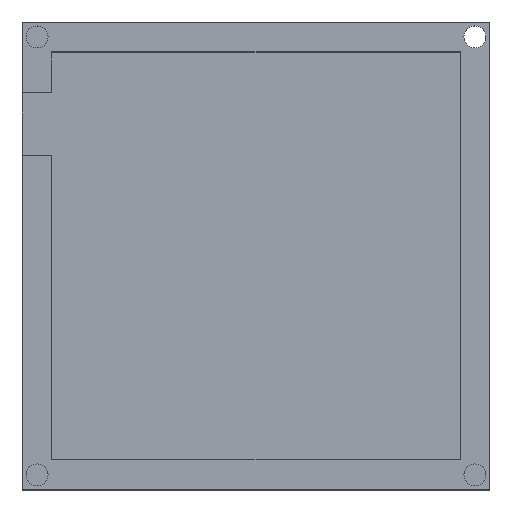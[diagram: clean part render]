
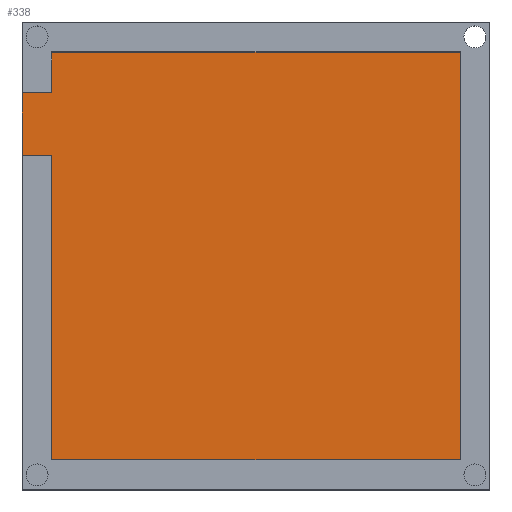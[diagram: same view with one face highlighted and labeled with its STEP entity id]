
A CAD part, top view. The second image highlights one B-rep face of the part: STEP entity #338.
In plain terms, the highlighted planar face has unit normal (0, 0, 1).
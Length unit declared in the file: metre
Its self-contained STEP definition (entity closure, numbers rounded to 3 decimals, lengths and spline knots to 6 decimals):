
#32=ORIENTED_EDGE('',*,*,#120,.F.);
#33=ORIENTED_EDGE('',*,*,#121,.F.);
#34=ORIENTED_EDGE('',*,*,#116,.F.);
#35=ORIENTED_EDGE('',*,*,#122,.T.);
#36=ORIENTED_EDGE('',*,*,#123,.F.);
#37=ORIENTED_EDGE('',*,*,#124,.F.);
#38=ORIENTED_EDGE('',*,*,#125,.T.);
#39=ORIENTED_EDGE('',*,*,#126,.T.);
#116=EDGE_CURVE('',#160,#161,#192,.T.);
#120=EDGE_CURVE('',#164,#165,#196,.T.);
#121=EDGE_CURVE('',#161,#164,#197,.T.);
#122=EDGE_CURVE('',#160,#166,#198,.T.);
#123=EDGE_CURVE('',#167,#166,#199,.T.);
#124=EDGE_CURVE('',#168,#167,#200,.T.);
#125=EDGE_CURVE('',#168,#169,#201,.T.);
#126=EDGE_CURVE('',#169,#165,#202,.T.);
#160=VERTEX_POINT('',#506);
#161=VERTEX_POINT('',#508);
#164=VERTEX_POINT('',#516);
#165=VERTEX_POINT('',#517);
#166=VERTEX_POINT('',#520);
#167=VERTEX_POINT('',#522);
#168=VERTEX_POINT('',#524);
#169=VERTEX_POINT('',#526);
#192=LINE('',#507,#228);
#196=LINE('',#515,#232);
#197=LINE('',#518,#233);
#198=LINE('',#519,#234);
#199=LINE('',#521,#235);
#200=LINE('',#523,#236);
#201=LINE('',#525,#237);
#202=LINE('',#527,#238);
#228=VECTOR('',#408,1.);
#232=VECTOR('',#414,1.);
#233=VECTOR('',#415,1.);
#234=VECTOR('',#416,1.);
#235=VECTOR('',#417,1.);
#236=VECTOR('',#418,1.);
#237=VECTOR('',#419,1.);
#238=VECTOR('',#420,1.);
#261=EDGE_LOOP('',(#32,#33,#34,#35,#36,#37,#38,#39));
#291=FACE_BOUND('',#261,.T.);
#321=PLANE('',#372);
#338=ADVANCED_FACE('',(#291),#321,.T.);
#372=AXIS2_PLACEMENT_3D('',#514,#412,#413);
#408=DIRECTION('',(0.,1.,0.));
#412=DIRECTION('',(0.,0.,1.));
#413=DIRECTION('',(1.,0.,0.));
#414=DIRECTION('',(0.,1.,0.));
#415=DIRECTION('',(1.,0.,0.));
#416=DIRECTION('',(1.,0.,0.));
#417=DIRECTION('',(0.,1.,0.));
#418=DIRECTION('',(-1.,0.,0.));
#419=DIRECTION('',(0.,1.,0.));
#420=DIRECTION('',(-1.,0.,0.));
#506=CARTESIAN_POINT('',(-0.029845,0.012835,0.00254));
#507=CARTESIAN_POINT('',(-0.029845,0.016835,0.00254));
#508=CARTESIAN_POINT('',(-0.029845,0.020835,0.00254));
#514=CARTESIAN_POINT('',(0.,0.,0.00254));
#515=CARTESIAN_POINT('',(-0.026035,0.023435,0.00254));
#516=CARTESIAN_POINT('',(-0.026035,0.020835,0.00254));
#517=CARTESIAN_POINT('',(-0.026035,0.026035,0.00254));
#518=CARTESIAN_POINT('',(-0.02794,0.020835,0.00254));
#519=CARTESIAN_POINT('',(-0.02794,0.012835,0.00254));
#520=CARTESIAN_POINT('',(-0.026035,0.012835,0.00254));
#521=CARTESIAN_POINT('',(-0.026035,-0.0066,0.00254));
#522=CARTESIAN_POINT('',(-0.026035,-0.026035,0.00254));
#523=CARTESIAN_POINT('',(0.,-0.026035,0.00254));
#524=CARTESIAN_POINT('',(0.026035,-0.026035,0.00254));
#525=CARTESIAN_POINT('',(0.026035,0.,0.00254));
#526=CARTESIAN_POINT('',(0.026035,0.026035,0.00254));
#527=CARTESIAN_POINT('',(0.,0.026035,0.00254));
